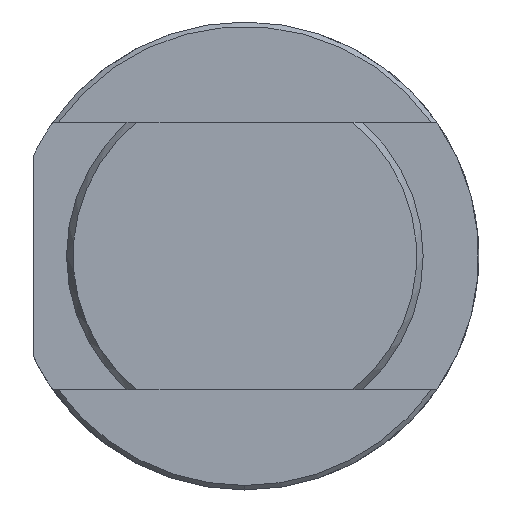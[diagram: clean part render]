
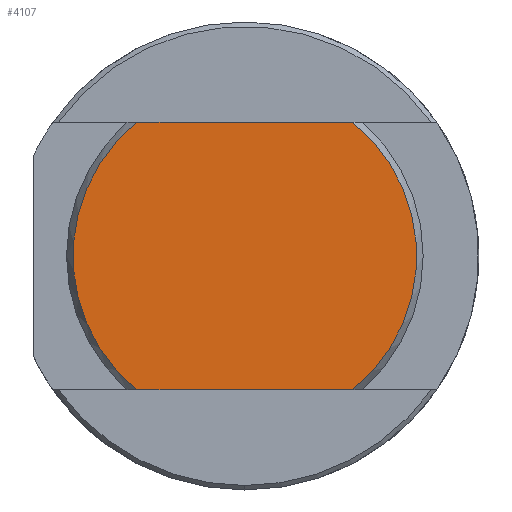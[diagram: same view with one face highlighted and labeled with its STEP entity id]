
A CAD part, left-side view. The second image highlights one B-rep face of the part: STEP entity #4107.
In plain terms, the highlighted planar face has unit normal (-1, 0, 0).
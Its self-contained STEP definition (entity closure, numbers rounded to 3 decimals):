
#22 = VERTEX_POINT ( 'NONE', #201 ) ;
#28 = VERTEX_POINT ( 'NONE', #207 ) ;
#55 = VERTEX_POINT ( 'NONE', #234 ) ;
#62 = VERTEX_POINT ( 'NONE', #241 ) ;
#201 = CARTESIAN_POINT ( 'NONE',  ( 0., -4.844, 6. ) ) ;
#207 = CARTESIAN_POINT ( 'NONE',  ( 0., 4.844, 6. ) ) ;
#234 = CARTESIAN_POINT ( 'NONE',  ( 0., 4.844, -6. ) ) ;
#241 = CARTESIAN_POINT ( 'NONE',  ( 0., -4.844, -6. ) ) ;
#560 = EDGE_LOOP ( 'NONE', ( #4395, #4673, #4671, #4394 ) ) ;
#1716 = EDGE_CURVE ( 'NONE', #28, #55, #2391, .T. ) ;
#1722 = EDGE_CURVE ( 'NONE', #28, #22, #2396, .T. ) ;
#1723 = EDGE_CURVE ( 'NONE', #62, #22, #2400, .T. ) ;
#1724 = EDGE_CURVE ( 'NONE', #62, #55, #2393, .T. ) ;
#1943 = AXIS2_PLACEMENT_3D ( 'NONE', #3025, #3027, #3028 ) ;
#1948 = AXIS2_PLACEMENT_3D ( 'NONE', #3046, #3049, #3050 ) ;
#1997 = AXIS2_PLACEMENT_3D ( 'NONE', #3498, #3500, #3501 ) ;
#2386 = VECTOR ( 'NONE', #3052, 1000. ) ;
#2389 = VECTOR ( 'NONE', #3047, 1000. ) ;
#2391 = CIRCLE ( 'NONE', #1943, 7.711 ) ;
#2393 = LINE ( 'NONE', #3051, #2386 ) ;
#2396 = LINE ( 'NONE', #3040, #2389 ) ;
#2400 = CIRCLE ( 'NONE', #1948, 7.711 ) ;
#2605 = FACE_OUTER_BOUND ( 'NONE', #560, .T. ) ;
#3025 = CARTESIAN_POINT ( 'NONE',  ( 0., 0., 0. ) ) ;
#3027 = DIRECTION ( 'NONE',  ( -1., 0., 0. ) ) ;
#3028 = DIRECTION ( 'NONE',  ( 0., 0., -1. ) ) ;
#3040 = CARTESIAN_POINT ( 'NONE',  ( 0., 8.617, 6. ) ) ;
#3046 = CARTESIAN_POINT ( 'NONE',  ( 0., 0., 0. ) ) ;
#3047 = DIRECTION ( 'NONE',  ( 0., -1., 0. ) ) ;
#3049 = DIRECTION ( 'NONE',  ( -1., 0., 0. ) ) ;
#3050 = DIRECTION ( 'NONE',  ( 0., 0., -1. ) ) ;
#3051 = CARTESIAN_POINT ( 'NONE',  ( 0., 8.617, -6. ) ) ;
#3052 = DIRECTION ( 'NONE',  ( 0., 1., 0. ) ) ;
#3498 = CARTESIAN_POINT ( 'NONE',  ( 0., 0., 0. ) ) ;
#3499 = PLANE ( 'NONE',  #1997 ) ;
#3500 = DIRECTION ( 'NONE',  ( 1., 0., 0. ) ) ;
#3501 = DIRECTION ( 'NONE',  ( 0., 0., -1. ) ) ;
#4107 = ADVANCED_FACE ( 'NONE', ( #2605 ), #3499, .F. ) ;
#4394 = ORIENTED_EDGE ( 'NONE', *, *, #1724, .F. ) ;
#4395 = ORIENTED_EDGE ( 'NONE', *, *, #1723, .T. ) ;
#4671 = ORIENTED_EDGE ( 'NONE', *, *, #1716, .T. ) ;
#4673 = ORIENTED_EDGE ( 'NONE', *, *, #1722, .F. ) ;
